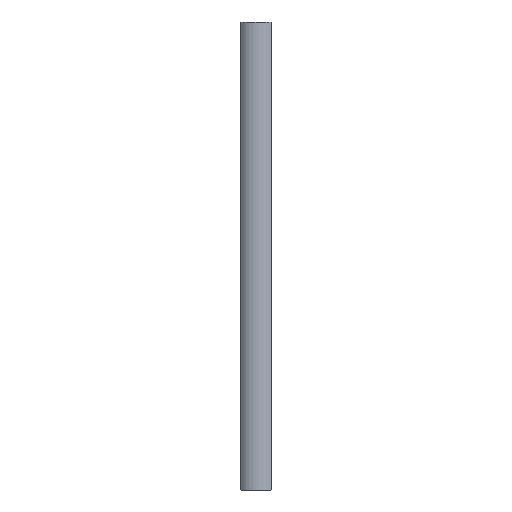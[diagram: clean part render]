
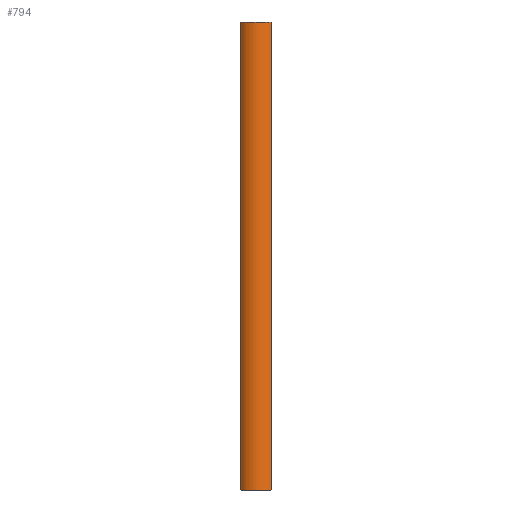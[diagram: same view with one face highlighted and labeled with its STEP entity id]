
A CAD part, front view. The second image highlights one B-rep face of the part: STEP entity #794.
In plain terms, the highlighted cylindrical face has radius 45 mm (diameter 90 mm), a partial arc.
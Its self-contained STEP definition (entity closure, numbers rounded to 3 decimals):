
#7 = EDGE_CURVE ( 'NONE', #498, #129, #1920, .T. ) ;
#25 = CARTESIAN_POINT ( 'NONE',  ( -32.069, -31.569, -0.069 ) ) ;
#129 = VERTEX_POINT ( 'NONE', #1407 ) ;
#156 = DIRECTION ( 'NONE',  ( 1., 0., 0. ) ) ;
#274 = EDGE_CURVE ( 'NONE', #1090, #1498, #1880, .T. ) ;
#300 = CARTESIAN_POINT ( 'NONE',  ( 32.046, -31.592, -0.046 ) ) ;
#457 = CARTESIAN_POINT ( 'NONE',  ( 0., 0., -999. ) ) ;
#470 = ORIENTED_EDGE ( 'NONE', *, *, #274, .F. ) ;
#471 = CARTESIAN_POINT ( 'NONE',  ( 32.069, -31.569, -998.931 ) ) ;
#498 = VERTEX_POINT ( 'NONE', #855 ) ;
#502 = CARTESIAN_POINT ( 'NONE',  ( 32.069, -31.569, -0.069 ) ) ;
#701 = CARTESIAN_POINT ( 'NONE',  ( -32., -31.639, -999. ) ) ;
#708 = CARTESIAN_POINT ( 'NONE',  ( 32., -31.639, 0. ) ) ;
#747 = FACE_OUTER_BOUND ( 'NONE', #2311, .T. ) ;
#794 = ADVANCED_FACE ( 'NONE', ( #747 ), #1786, .T. ) ;
#816 = CARTESIAN_POINT ( 'NONE',  ( 32.069, -31.569, -0.069 ) ) ;
#829 = VERTEX_POINT ( 'NONE', #2696 ) ;
#855 = CARTESIAN_POINT ( 'NONE',  ( -32.069, -31.569, -0.069 ) ) ;
#1000 = CARTESIAN_POINT ( 'NONE',  ( 32., -31.639, -999. ) ) ;
#1074 = CARTESIAN_POINT ( 'NONE',  ( 32., -31.639, 0. ) ) ;
#1090 = VERTEX_POINT ( 'NONE', #1000 ) ;
#1130 = ORIENTED_EDGE ( 'NONE', *, *, #2666, .T. ) ;
#1188 = EDGE_CURVE ( 'NONE', #2658, #1728, #1761, .T. ) ;
#1231 = ORIENTED_EDGE ( 'NONE', *, *, #7, .T. ) ;
#1238 = DIRECTION ( 'NONE',  ( 0., 0., 1. ) ) ;
#1301 = CARTESIAN_POINT ( 'NONE',  ( 32.023, -31.615, -0.023 ) ) ;
#1368 = CARTESIAN_POINT ( 'NONE',  ( 0., 0., -1000. ) ) ;
#1397 = CARTESIAN_POINT ( 'NONE',  ( 32., -31.639, -999. ) ) ;
#1407 = CARTESIAN_POINT ( 'NONE',  ( -32.069, -31.569, -998.931 ) ) ;
#1491 = CARTESIAN_POINT ( 'NONE',  ( 32.069, -31.569, -1000. ) ) ;
#1492 = DIRECTION ( 'NONE',  ( 0., 0., -1. ) ) ;
#1498 = VERTEX_POINT ( 'NONE', #701 ) ;
#1506 = ORIENTED_EDGE ( 'NONE', *, *, #2635, .F. ) ;
#1546 = EDGE_CURVE ( 'NONE', #829, #2658, #2514, .T. ) ;
#1604 = AXIS2_PLACEMENT_3D ( 'NONE', #457, #1492, #156 ) ;
#1728 = VERTEX_POINT ( 'NONE', #816 ) ;
#1749 = LINE ( 'NONE', #1491, #3176 ) ;
#1761 =( BOUNDED_CURVE ( )  B_SPLINE_CURVE ( 3, ( #1074, #1301, #300, #502 ),
 .UNSPECIFIED., .F., .F. ) 
 B_SPLINE_CURVE_WITH_KNOTS ( ( 4, 4 ),
 ( 2.362, 2.364 ),
 .UNSPECIFIED. ) 
 CURVE ( )  GEOMETRIC_REPRESENTATION_ITEM ( )  RATIONAL_B_SPLINE_CURVE ( ( 1., 1., 1., 1. ) ) 
 REPRESENTATION_ITEM ( '' )  );
#1765 = CARTESIAN_POINT ( 'NONE',  ( -32.046, -31.592, -998.954 ) ) ;
#1780 = CARTESIAN_POINT ( 'NONE',  ( -32., -31.639, -999. ) ) ;
#1786 = CYLINDRICAL_SURFACE ( 'NONE', #2215, 45. ) ;
#1880 = CIRCLE ( 'NONE', #1604, 45. ) ;
#1899 = DIRECTION ( 'NONE',  ( 1., 0., 0. ) ) ;
#1903 = ORIENTED_EDGE ( 'NONE', *, *, #3157, .T. ) ;
#1918 = DIRECTION ( 'NONE',  ( 0., 0., 1. ) ) ;
#1920 = LINE ( 'NONE', #2427, #2486 ) ;
#1975 = VERTEX_POINT ( 'NONE', #471 ) ;
#2013 = DIRECTION ( 'NONE',  ( 0., 0., 1. ) ) ;
#2089 =( BOUNDED_CURVE ( )  B_SPLINE_CURVE ( 3, ( #2866, #2609, #2102, #25 ),
 .UNSPECIFIED., .F., .F. ) 
 B_SPLINE_CURVE_WITH_KNOTS ( ( 4, 4 ),
 ( 2.362, 2.364 ),
 .UNSPECIFIED. ) 
 CURVE ( )  GEOMETRIC_REPRESENTATION_ITEM ( )  RATIONAL_B_SPLINE_CURVE ( ( 1., 1., 1., 1. ) ) 
 REPRESENTATION_ITEM ( '' )  );
#2102 = CARTESIAN_POINT ( 'NONE',  ( -32.046, -31.592, -0.046 ) ) ;
#2109 =( BOUNDED_CURVE ( )  B_SPLINE_CURVE ( 3, ( #1780, #2275, #1765, #2834 ),
 .UNSPECIFIED., .F., .F. ) 
 B_SPLINE_CURVE_WITH_KNOTS ( ( 4, 4 ),
 ( 5.503, 5.506 ),
 .UNSPECIFIED. ) 
 CURVE ( )  GEOMETRIC_REPRESENTATION_ITEM ( )  RATIONAL_B_SPLINE_CURVE ( ( 1., 1., 1., 1. ) ) 
 REPRESENTATION_ITEM ( '' )  );
#2165 = CARTESIAN_POINT ( 'NONE',  ( 32.069, -31.569, -998.931 ) ) ;
#2185 = ORIENTED_EDGE ( 'NONE', *, *, #2744, .T. ) ;
#2215 = AXIS2_PLACEMENT_3D ( 'NONE', #1368, #1918, #1899 ) ;
#2275 = CARTESIAN_POINT ( 'NONE',  ( -32.023, -31.615, -998.977 ) ) ;
#2311 = EDGE_LOOP ( 'NONE', ( #1506, #470, #1903, #1130, #3326, #3034, #2185, #1231 ) ) ;
#2427 = CARTESIAN_POINT ( 'NONE',  ( -32.069, -31.569, -1000. ) ) ;
#2486 = VECTOR ( 'NONE', #2886, 1000. ) ;
#2514 = CIRCLE ( 'NONE', #3109, 45. ) ;
#2562 =( BOUNDED_CURVE ( )  B_SPLINE_CURVE ( 3, ( #1397, #2931, #2913, #2165 ),
 .UNSPECIFIED., .F., .F. ) 
 B_SPLINE_CURVE_WITH_KNOTS ( ( 4, 4 ),
 ( 5.503, 5.506 ),
 .UNSPECIFIED. ) 
 CURVE ( )  GEOMETRIC_REPRESENTATION_ITEM ( )  RATIONAL_B_SPLINE_CURVE ( ( 1., 1., 1., 1. ) ) 
 REPRESENTATION_ITEM ( '' )  );
#2609 = CARTESIAN_POINT ( 'NONE',  ( -32.023, -31.615, -0.023 ) ) ;
#2635 = EDGE_CURVE ( 'NONE', #1498, #129, #2109, .T. ) ;
#2658 = VERTEX_POINT ( 'NONE', #708 ) ;
#2666 = EDGE_CURVE ( 'NONE', #1975, #1728, #1749, .T. ) ;
#2696 = CARTESIAN_POINT ( 'NONE',  ( -32., -31.639, 0. ) ) ;
#2744 = EDGE_CURVE ( 'NONE', #829, #498, #2089, .T. ) ;
#2808 = CARTESIAN_POINT ( 'NONE',  ( 0., 0., 0. ) ) ;
#2834 = CARTESIAN_POINT ( 'NONE',  ( -32.069, -31.569, -998.931 ) ) ;
#2866 = CARTESIAN_POINT ( 'NONE',  ( -32., -31.639, 0. ) ) ;
#2886 = DIRECTION ( 'NONE',  ( 0., 0., -1. ) ) ;
#2913 = CARTESIAN_POINT ( 'NONE',  ( 32.046, -31.592, -998.954 ) ) ;
#2931 = CARTESIAN_POINT ( 'NONE',  ( 32.023, -31.615, -998.977 ) ) ;
#3034 = ORIENTED_EDGE ( 'NONE', *, *, #1546, .F. ) ;
#3050 = DIRECTION ( 'NONE',  ( 1., 0., 0. ) ) ;
#3109 = AXIS2_PLACEMENT_3D ( 'NONE', #2808, #2013, #3050 ) ;
#3157 = EDGE_CURVE ( 'NONE', #1090, #1975, #2562, .T. ) ;
#3176 = VECTOR ( 'NONE', #1238, 1000. ) ;
#3326 = ORIENTED_EDGE ( 'NONE', *, *, #1188, .F. ) ;
